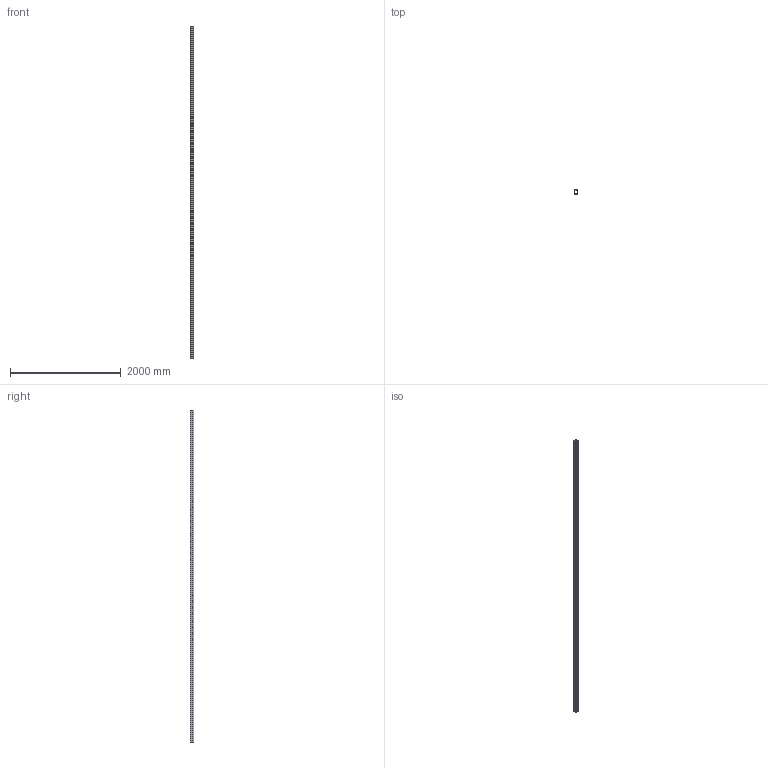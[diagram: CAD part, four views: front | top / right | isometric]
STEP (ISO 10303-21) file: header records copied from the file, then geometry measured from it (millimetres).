
FILE_DESCRIPTION (( 'STEP AP214' ), '1' );
FILE_NAME ('05369-Track Stainless Steel 6M 300kg.STEP', '2018-11-28T23:28:38', ( '' ), ( '' ), 'SwSTEP 2.0', 'SolidWorks 2018', '' );
FILE_SCHEMA (( 'AUTOMOTIVE_DESIGN' ));
Length unit declared in the file: millimetre
Products named in the file (2): 05369-Track Stainless Steel 6M 300kg
Bounding box: 55 x 64.96 x 6000 mm (x, y, z)
Volume: 2431274.3 mm3; surface area: 2456149.3 mm2
Topology: 1 solids, 1 shells, 300 faces, 816 edges, 544 vertices
Faces by surface type: plane 165, bspline 123, cylinder 12
Entity records: 16451 total; most frequent: CARTESIAN_POINT 9641, ORIENTED_EDGE 1632, DIRECTION 952, EDGE_CURVE 816, LINE 546, VECTOR 546, VERTEX_POINT 544, EDGE_LOOP 326
